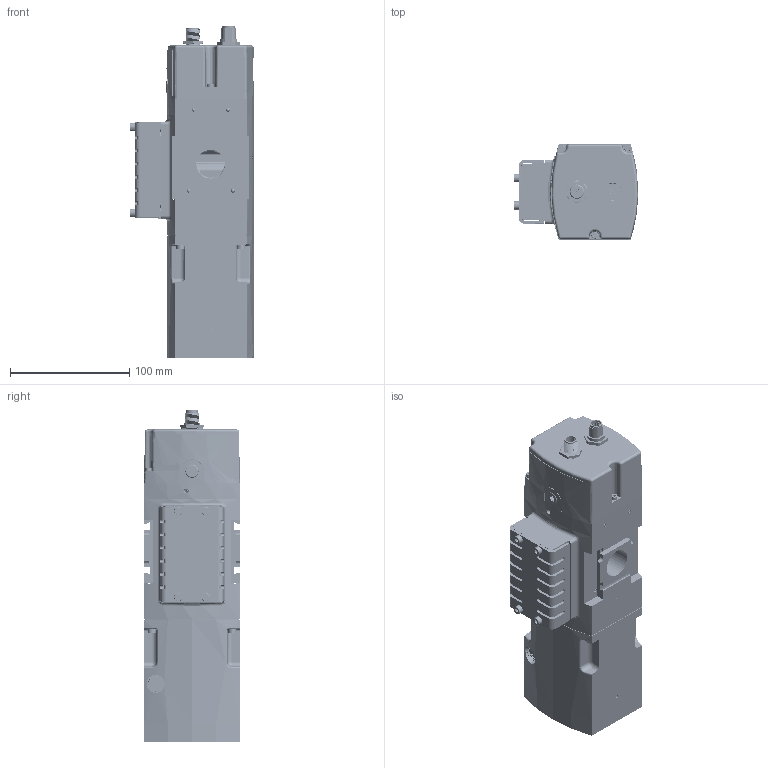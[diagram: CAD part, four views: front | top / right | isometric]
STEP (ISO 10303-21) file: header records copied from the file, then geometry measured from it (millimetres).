
FILE_DESCRIPTION(/* description */ ('AS3-SV-Version 5'),/* implementation_level */ '2;1');
FILE_NAME(/* name */ 'M35-EEZ ON_Parker',/* time_stamp */ '2017-10-11T19:08:00+06:00',/* author */ ('Sivakumars'),/* organization */ ('RossControls'),/* preprocessor_version */ 'ST-DEVELOPER v16.7',/* originating_system */ 'DEX',/* authorisation */ $);
FILE_SCHEMA (('AUTOMOTIVE_DESIGN {1 0 10303 214 3 1 1}'));
Products named in the file (67): MCF2NA24A3X_PARKER; 737C86; 2386C41; 107j15; 788B16; 213J22; 171j30; 125j36; 429B85; 643B10; 1489E25; 2041A05; 282A88; 402A98; 322B08; Rolled_297J15; 447B16; 327A99; 336B09; 351j15; 449a32; 467a15; 578j15; 573j15; 265C07; 105J15 Oval; 73318 compressed to .730_oa_0; 2440C75; 2384C41; 2407C25; 1527B79; 267J36; 508B99; 404b99; 319b08; 521a32; 1637b25; 272a30; 2043B05; 908J15 ...
Assembly tree (111 placements, depth 5):
  MCF2NA24A3X_PARKER
    737C86
      2386C41
      107j15
      788B16
      213J22
      171j30
      125j36  x4
      429B85
        643B10
        1489E25
      2041A05
      282A88
        402A98
          322B08
          Rolled_297J15
        447B16
      327A99
        336B09
        351j15
        449a32  x2
        467a15
      578j15
      573j15  x2
      265C07
      105J15 Oval
      73318 compressed to .730_oa_0
    2440C75
      2384C41
      2407C25
      1527B79  x2
      171j30  x6
      267J36  x3
      508B99  x2
        404b99
        319b08
        521a32
        1637b25
      272a30  x3
      2043B05
      908J15  x2
      101J15  x2
      1097B89
        2042C05-B
        1167B11
        PTFE_Member
        Button Head, Hex, 6-32 UNC x 0.25
        022013037  x2
        1059B26-A
        727B94
        1613PDN001
      1166A11
      1305A30
      105J15 Oval  x2
      125j36  x4
      378J36  x4
      416J36  x6
      495a13_oa_1
      104J27
      678b25  x2
Bounding box: 104.28 x 80.01 x 278.19 mm (x, y, z)
Volume: 1095060 mm3; surface area: 390552.6 mm2
Topology: 109 solids, 109 shells, 4126 faces, 10473 edges, 6682 vertices
Faces by surface type: plane 1988, cylinder 1355, bspline 314, torus 232, cone 175, sphere 62
Full cylindrical faces by diameter (mm): 0.254 x10, 0.6 x6, 0.65 x2, 0.7 x5, 0.75 x5, 0.8 x2, 0.889 x2, 1 x9, 1.02 x6, 1.194 x2, 1.2 x5, 1.25 x5, 1.3 x5, 1.5 x2, 1.981 x6, 2 x19, 2.5 x11, 2.642 x10, 2.692 x161, 2.7 x1, 2.908 x2, 2.946 x1, 3 x28, 3.048 x4, 3.175 x2, 3.188 x2, 3.3 x36, 3.302 x2, 3.353 x2, 3.378 x8
Entity records: 142438 total; most frequent: CARTESIAN_POINT 48933, DIRECTION 16189, ORIENTED_EDGE 15210, EDGE_CURVE 7605, AXIS2_PLACEMENT_3D 6171, VERTEX_POINT 5249, FACE_BOUND 4804, EDGE_LOOP 4762
